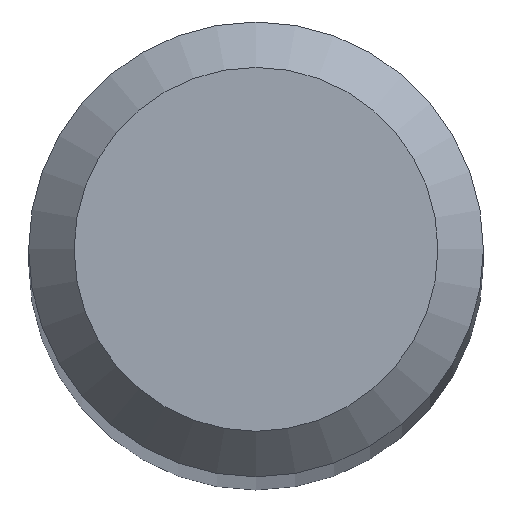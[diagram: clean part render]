
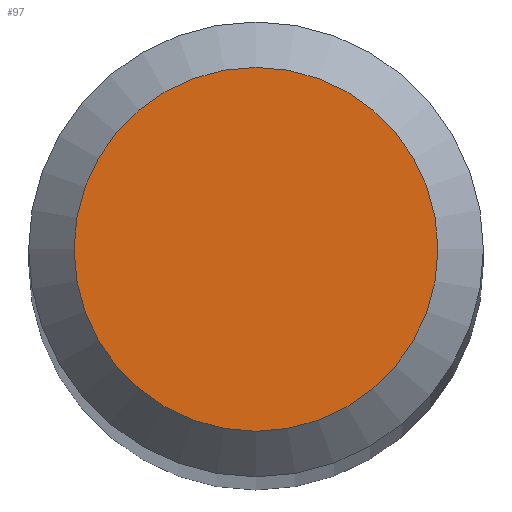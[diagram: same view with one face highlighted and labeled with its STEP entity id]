
A CAD part, top view. The second image highlights one B-rep face of the part: STEP entity #97.
In plain terms, the highlighted planar face has unit normal (0, 0, 1).
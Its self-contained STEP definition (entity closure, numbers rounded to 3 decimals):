
#9 = PLANE ( 'NONE',  #258 ) ;
#12 = DIRECTION ( 'NONE',  ( 0., 0., -1. ) ) ;
#34 = CARTESIAN_POINT ( 'NONE',  ( 0., 0., 30. ) ) ;
#69 = EDGE_CURVE ( 'NONE', #147, #147, #72, .T. ) ;
#72 = CIRCLE ( 'NONE', #112, 0.6 ) ;
#78 = EDGE_LOOP ( 'NONE', ( #247 ) ) ;
#97 = ADVANCED_FACE ( 'NONE', ( #236 ), #9, .F. ) ;
#112 = AXIS2_PLACEMENT_3D ( 'NONE', #34, #12, #187 ) ;
#121 = CARTESIAN_POINT ( 'NONE',  ( 0., 0., 30. ) ) ;
#147 = VERTEX_POINT ( 'NONE', #239 ) ;
#187 = DIRECTION ( 'NONE',  ( 0., 1., 0. ) ) ;
#191 = DIRECTION ( 'NONE',  ( 0., 0., -1. ) ) ;
#236 = FACE_OUTER_BOUND ( 'NONE', #78, .T. ) ;
#239 = CARTESIAN_POINT ( 'NONE',  ( 0., 0.6, 30. ) ) ;
#247 = ORIENTED_EDGE ( 'NONE', *, *, #69, .F. ) ;
#258 = AXIS2_PLACEMENT_3D ( 'NONE', #121, #191, #273 ) ;
#273 = DIRECTION ( 'NONE',  ( 0., 1., 0. ) ) ;
